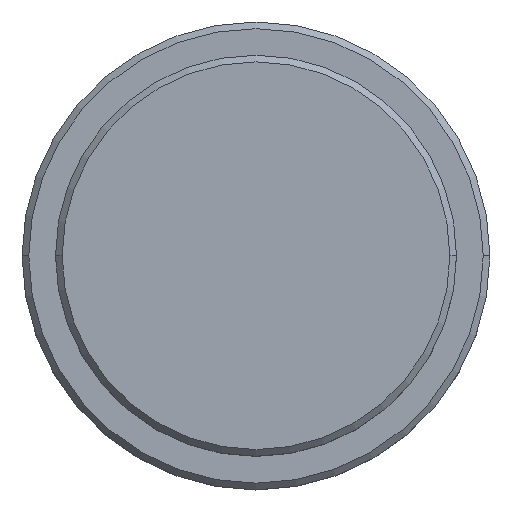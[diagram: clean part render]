
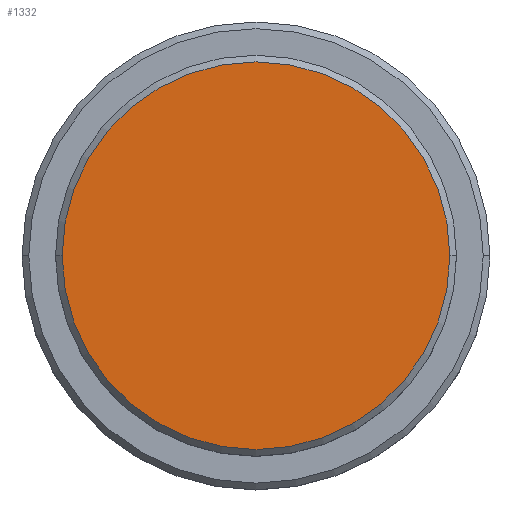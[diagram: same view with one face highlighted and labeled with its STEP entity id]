
A CAD part, top view. The second image highlights one B-rep face of the part: STEP entity #1332.
In plain terms, the highlighted planar face has unit normal (0, 0, 1).
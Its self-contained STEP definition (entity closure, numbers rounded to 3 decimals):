
#7 = EDGE_CURVE ( 'NONE', #696, #1067, #1180, .T. ) ;
#138 = EDGE_CURVE ( 'NONE', #1067, #696, #569, .T. ) ;
#160 = DIRECTION ( 'NONE',  ( 1., 0., 0. ) ) ;
#181 = DIRECTION ( 'NONE',  ( 1., 0., 0. ) ) ;
#197 = DIRECTION ( 'NONE',  ( 0., 0., 1. ) ) ;
#537 = CARTESIAN_POINT ( 'NONE',  ( 0., 0., 0. ) ) ;
#569 = CIRCLE ( 'NONE', #643, 14.5 ) ;
#597 = AXIS2_PLACEMENT_3D ( 'NONE', #705, #1143, #160 ) ;
#643 = AXIS2_PLACEMENT_3D ( 'NONE', #1173, #1037, #181 ) ;
#673 = CARTESIAN_POINT ( 'NONE',  ( 14.5, 0., 0. ) ) ;
#696 = VERTEX_POINT ( 'NONE', #770 ) ;
#705 = CARTESIAN_POINT ( 'NONE',  ( 0., 0., 0. ) ) ;
#770 = CARTESIAN_POINT ( 'NONE',  ( -14.5, 0., 0. ) ) ;
#862 = EDGE_LOOP ( 'NONE', ( #906, #1224 ) ) ;
#906 = ORIENTED_EDGE ( 'NONE', *, *, #7, .T. ) ;
#914 = PLANE ( 'NONE',  #1327 ) ;
#953 = DIRECTION ( 'NONE',  ( 1., 0., 0. ) ) ;
#1017 = FACE_OUTER_BOUND ( 'NONE', #862, .T. ) ;
#1037 = DIRECTION ( 'NONE',  ( 0., 0., 1. ) ) ;
#1067 = VERTEX_POINT ( 'NONE', #673 ) ;
#1143 = DIRECTION ( 'NONE',  ( 0., 0., 1. ) ) ;
#1173 = CARTESIAN_POINT ( 'NONE',  ( 0., 0., 0. ) ) ;
#1180 = CIRCLE ( 'NONE', #597, 14.5 ) ;
#1224 = ORIENTED_EDGE ( 'NONE', *, *, #138, .T. ) ;
#1327 = AXIS2_PLACEMENT_3D ( 'NONE', #537, #197, #953 ) ;
#1332 = ADVANCED_FACE ( 'NONE', ( #1017 ), #914, .T. ) ;
